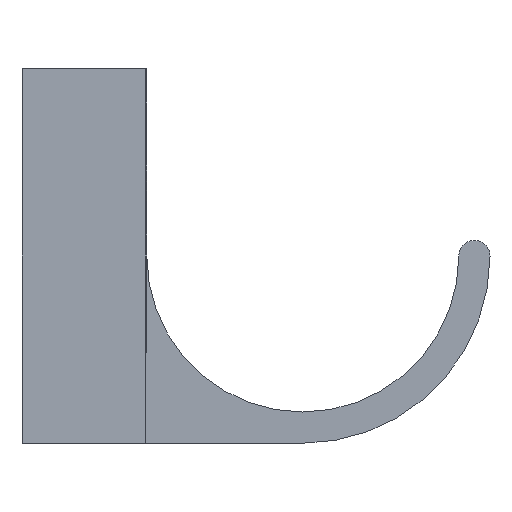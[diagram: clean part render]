
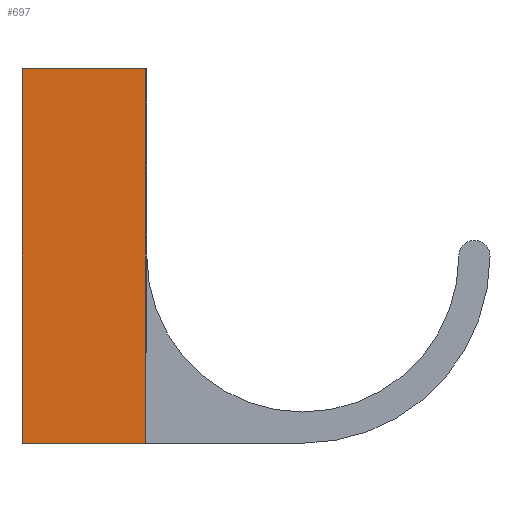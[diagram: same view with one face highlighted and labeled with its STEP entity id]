
A CAD part, front view. The second image highlights one B-rep face of the part: STEP entity #697.
In plain terms, the highlighted planar face has unit normal (0, -1, 0).
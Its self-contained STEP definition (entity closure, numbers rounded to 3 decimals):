
#72=LINE('',#1233,#124);
#73=LINE('',#1236,#125);
#80=LINE('',#1255,#132);
#81=LINE('',#1257,#133);
#124=VECTOR('',#998,10.);
#125=VECTOR('',#1001,10.);
#132=VECTOR('',#1018,10.);
#133=VECTOR('',#1021,10.);
#175=PLANE('',#814);
#211=FACE_OUTER_BOUND('',#252,.T.);
#252=EDGE_LOOP('',(#617,#618,#619,#620));
#349=VERTEX_POINT('',#1229);
#350=VERTEX_POINT('',#1231);
#351=VERTEX_POINT('',#1235);
#358=VERTEX_POINT('',#1253);
#438=EDGE_CURVE('',#350,#349,#72,.T.);
#439=EDGE_CURVE('',#351,#349,#73,.T.);
#449=EDGE_CURVE('',#350,#358,#80,.T.);
#450=EDGE_CURVE('',#351,#358,#81,.T.);
#617=ORIENTED_EDGE('',*,*,#449,.T.);
#618=ORIENTED_EDGE('',*,*,#450,.F.);
#619=ORIENTED_EDGE('',*,*,#439,.T.);
#620=ORIENTED_EDGE('',*,*,#438,.F.);
#697=ADVANCED_FACE('',(#211),#175,.T.);
#814=AXIS2_PLACEMENT_3D('',#1256,#1019,#1020);
#998=DIRECTION('',(0.,0.,1.));
#1001=DIRECTION('',(-1.,0.,0.));
#1018=DIRECTION('',(1.,0.,0.));
#1019=DIRECTION('center_axis',(0.,-1.,0.));
#1020=DIRECTION('ref_axis',(0.,0.,-1.));
#1021=DIRECTION('',(0.,0.,-1.));
#1229=CARTESIAN_POINT('',(-45.,-100.,30.));
#1231=CARTESIAN_POINT('',(-45.,-100.,-30.));
#1233=CARTESIAN_POINT('',(-45.,-100.,-30.));
#1235=CARTESIAN_POINT('',(-25.2,-100.,30.));
#1236=CARTESIAN_POINT('',(-40.,-100.,30.));
#1253=CARTESIAN_POINT('',(-25.2,-100.,-30.));
#1255=CARTESIAN_POINT('',(-40.,-100.,-30.));
#1256=CARTESIAN_POINT('Origin',(-40.,-100.,30.));
#1257=CARTESIAN_POINT('',(-25.2,-100.,-30.));
